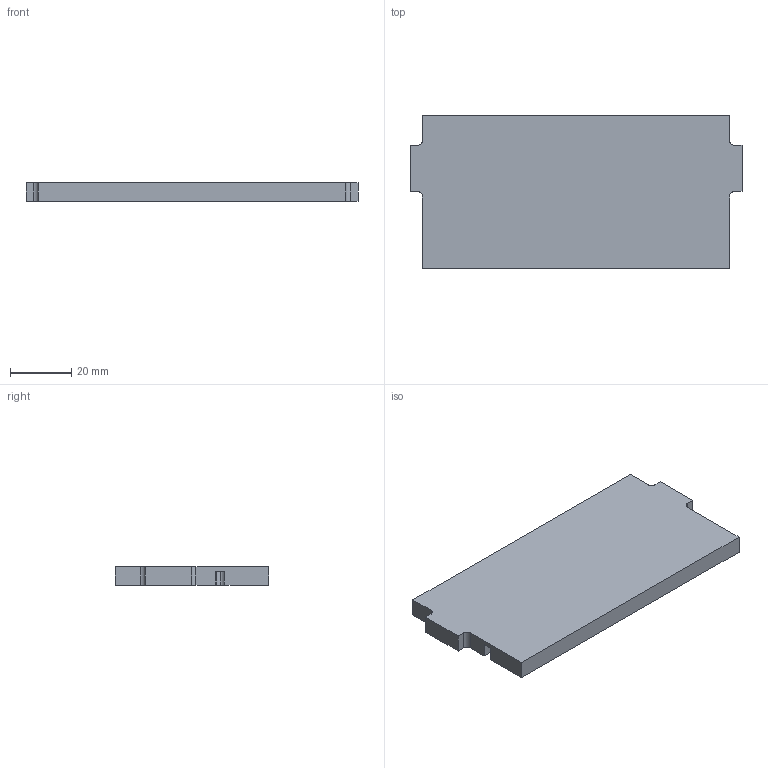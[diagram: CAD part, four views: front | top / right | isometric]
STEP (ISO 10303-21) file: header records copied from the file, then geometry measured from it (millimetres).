
FILE_DESCRIPTION(('CATIA V5 STEP'),'2;1');
FILE_NAME('part_capot_1.stp','2017-09-26T23:04:29+00:00',('none'),('none'),'CATIA Version 5 Release 21 GA (IN-10)','CATIA V5 STEP AP203','none');
FILE_SCHEMA(('CONFIG_CONTROL_DESIGN'));
Length unit declared in the file: millimetre
Products named in the file (1): capot_1
Bounding box: 108 x 50 x 6 mm (x, y, z)
Volume: 30347.5 mm3; surface area: 12344.8 mm2
Topology: 1 solids, 1 shells, 44 faces, 126 edges, 84 vertices
Faces by surface type: plane 28, cylinder 16
Entity records: 1387 total; most frequent: ORIENTED_EDGE 252, CARTESIAN_POINT 242, DIRECTION 188, EDGE_CURVE 126, VECTOR 94, LINE 94, VERTEX_POINT 84, AXIS2_PLACEMENT_3D 64
